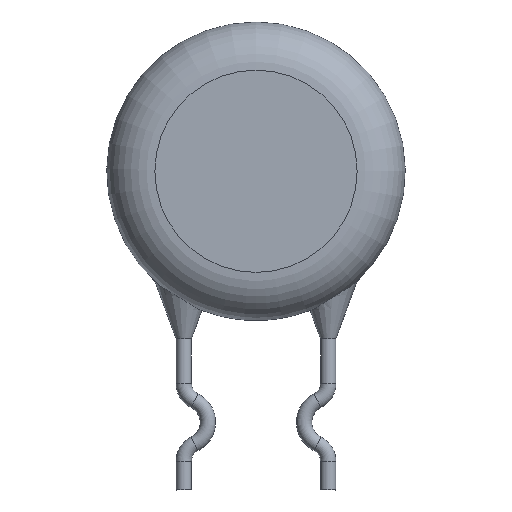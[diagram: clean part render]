
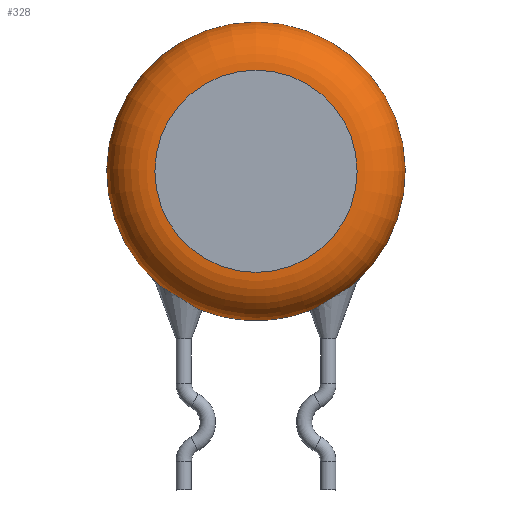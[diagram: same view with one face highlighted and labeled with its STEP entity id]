
A CAD part, front view. The second image highlights one B-rep face of the part: STEP entity #328.
In plain terms, the highlighted toroidal (fillet/blend) face has major radius 5.25 mm and minor radius 2.5 mm.
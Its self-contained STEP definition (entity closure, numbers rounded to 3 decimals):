
#21=TOROIDAL_SURFACE('',#373,5.25,2.5);
#39=FACE_OUTER_BOUND('',#59,.T.);
#59=EDGE_LOOP('',(#243,#244,#245,#246,#247,#248,#249,#250,#251));
#75=B_SPLINE_CURVE_WITH_KNOTS('',3,(#578,#579,#580,#581,#582,#583,#584,
#585,#586,#587,#588,#589,#590,#591,#592,#593,#594,#595,#596,#597,#598,#599),
 .UNSPECIFIED.,.F.,.F.,(4,2,2,2,2,2,2,2,2,2,4),(-0.303,-0.277,
-0.246,-0.197,-0.172,-0.159,
-0.149,-0.137,-0.117,-0.06,
0.),.UNSPECIFIED.);
#77=B_SPLINE_CURVE_WITH_KNOTS('',3,(#640,#641,#642,#643,#644,#645,#646,
#647,#648,#649,#650,#651,#652,#653,#654,#655,#656,#657),.UNSPECIFIED.,.F.,
 .F.,(4,2,2,2,2,2,2,2,4),(-0.302,-0.239,-0.191,
-0.167,-0.148,-0.128,-0.099,
-0.044,0.),.UNSPECIFIED.);
#105=CIRCLE('',#374,5.25);
#106=CIRCLE('',#375,2.5);
#107=CIRCLE('',#376,7.75);
#108=CIRCLE('',#377,7.75);
#109=CIRCLE('',#378,7.75);
#110=CIRCLE('',#379,5.25);
#132=VERTEX_POINT('',#561);
#133=VERTEX_POINT('',#577);
#141=VERTEX_POINT('',#632);
#142=VERTEX_POINT('',#633);
#143=VERTEX_POINT('',#635);
#144=VERTEX_POINT('',#637);
#145=VERTEX_POINT('',#639);
#165=EDGE_CURVE('',#133,#132,#75,.T.);
#179=EDGE_CURVE('',#141,#142,#105,.T.);
#180=EDGE_CURVE('',#142,#143,#106,.T.);
#181=EDGE_CURVE('',#143,#144,#107,.T.);
#182=EDGE_CURVE('',#144,#145,#77,.T.);
#183=EDGE_CURVE('',#145,#133,#108,.T.);
#184=EDGE_CURVE('',#132,#143,#109,.T.);
#185=EDGE_CURVE('',#142,#141,#110,.T.);
#243=ORIENTED_EDGE('',*,*,#179,.T.);
#244=ORIENTED_EDGE('',*,*,#180,.T.);
#245=ORIENTED_EDGE('',*,*,#181,.T.);
#246=ORIENTED_EDGE('',*,*,#182,.T.);
#247=ORIENTED_EDGE('',*,*,#183,.T.);
#248=ORIENTED_EDGE('',*,*,#165,.T.);
#249=ORIENTED_EDGE('',*,*,#184,.T.);
#250=ORIENTED_EDGE('',*,*,#180,.F.);
#251=ORIENTED_EDGE('',*,*,#185,.T.);
#328=ADVANCED_FACE('',(#39),#21,.T.);
#373=AXIS2_PLACEMENT_3D('',#631,#450,#451);
#374=AXIS2_PLACEMENT_3D('',#634,#452,#453);
#375=AXIS2_PLACEMENT_3D('',#636,#454,#455);
#376=AXIS2_PLACEMENT_3D('',#638,#456,#457);
#377=AXIS2_PLACEMENT_3D('',#658,#458,#459);
#378=AXIS2_PLACEMENT_3D('',#659,#460,#461);
#379=AXIS2_PLACEMENT_3D('',#660,#462,#463);
#450=DIRECTION('center_axis',(0.,-1.,0.));
#451=DIRECTION('ref_axis',(0.,0.,-1.));
#452=DIRECTION('center_axis',(0.,1.,0.));
#453=DIRECTION('ref_axis',(1.,0.,0.));
#454=DIRECTION('center_axis',(-1.,0.,0.));
#455=DIRECTION('ref_axis',(0.,0.,1.));
#456=DIRECTION('center_axis',(0.,-1.,0.));
#457=DIRECTION('ref_axis',(1.,0.,0.));
#458=DIRECTION('center_axis',(0.,-1.,0.));
#459=DIRECTION('ref_axis',(1.,0.,0.));
#460=DIRECTION('center_axis',(0.,-1.,0.));
#461=DIRECTION('ref_axis',(1.,0.,0.));
#462=DIRECTION('center_axis',(0.,1.,0.));
#463=DIRECTION('ref_axis',(1.,0.,0.));
#561=CARTESIAN_POINT('',(5.118,-0.5,7.212));
#577=CARTESIAN_POINT('',(2.932,-0.5,5.858));
#578=CARTESIAN_POINT('Ctrl Pts',(2.932,-0.5,5.858));
#579=CARTESIAN_POINT('Ctrl Pts',(2.971,-0.575,5.874));
#580=CARTESIAN_POINT('Ctrl Pts',(3.017,-0.644,5.897));
#581=CARTESIAN_POINT('Ctrl Pts',(3.13,-0.786,5.959));
#582=CARTESIAN_POINT('Ctrl Pts',(3.201,-0.854,6.));
#583=CARTESIAN_POINT('Ctrl Pts',(3.392,-1.002,6.117));
#584=CARTESIAN_POINT('Ctrl Pts',(3.521,-1.068,6.199));
#585=CARTESIAN_POINT('Ctrl Pts',(3.72,-1.132,6.326));
#586=CARTESIAN_POINT('Ctrl Pts',(3.788,-1.147,6.369));
#587=CARTESIAN_POINT('Ctrl Pts',(3.893,-1.162,6.434));
#588=CARTESIAN_POINT('Ctrl Pts',(3.93,-1.165,6.457));
#589=CARTESIAN_POINT('Ctrl Pts',(3.996,-1.169,6.499));
#590=CARTESIAN_POINT('Ctrl Pts',(4.026,-1.169,6.517));
#591=CARTESIAN_POINT('Ctrl Pts',(4.09,-1.167,6.556));
#592=CARTESIAN_POINT('Ctrl Pts',(4.124,-1.165,6.577));
#593=CARTESIAN_POINT('Ctrl Pts',(4.213,-1.154,6.631));
#594=CARTESIAN_POINT('Ctrl Pts',(4.268,-1.144,6.664));
#595=CARTESIAN_POINT('Ctrl Pts',(4.483,-1.089,6.793));
#596=CARTESIAN_POINT('Ctrl Pts',(4.635,-1.014,6.883));
#597=CARTESIAN_POINT('Ctrl Pts',(4.911,-0.799,7.055));
#598=CARTESIAN_POINT('Ctrl Pts',(5.029,-0.66,7.134));
#599=CARTESIAN_POINT('Ctrl Pts',(5.118,-0.5,7.212));
#631=CARTESIAN_POINT('Origin',(0.,-0.5,13.032));
#632=CARTESIAN_POINT('',(-5.25,-3.,13.032));
#633=CARTESIAN_POINT('',(0.,-3.,18.282));
#634=CARTESIAN_POINT('Origin',(0.,-3.,13.032));
#635=CARTESIAN_POINT('',(0.,-0.5,20.782));
#636=CARTESIAN_POINT('Origin',(0.,-0.5,18.282));
#637=CARTESIAN_POINT('',(-5.118,-0.5,7.212));
#638=CARTESIAN_POINT('Origin',(0.,-0.5,13.032));
#639=CARTESIAN_POINT('',(-2.932,-0.5,5.858));
#640=CARTESIAN_POINT('Ctrl Pts',(-5.118,-0.5,7.212));
#641=CARTESIAN_POINT('Ctrl Pts',(-5.024,-0.668,7.13));
#642=CARTESIAN_POINT('Ctrl Pts',(-4.899,-0.813,7.046));
#643=CARTESIAN_POINT('Ctrl Pts',(-4.633,-1.011,6.882));
#644=CARTESIAN_POINT('Ctrl Pts',(-4.506,-1.075,6.807));
#645=CARTESIAN_POINT('Ctrl Pts',(-4.304,-1.137,6.686));
#646=CARTESIAN_POINT('Ctrl Pts',(-4.235,-1.152,6.645));
#647=CARTESIAN_POINT('Ctrl Pts',(-4.111,-1.166,6.569));
#648=CARTESIAN_POINT('Ctrl Pts',(-4.057,-1.169,6.536));
#649=CARTESIAN_POINT('Ctrl Pts',(-3.946,-1.167,6.467));
#650=CARTESIAN_POINT('Ctrl Pts',(-3.889,-1.162,6.432));
#651=CARTESIAN_POINT('Ctrl Pts',(-3.752,-1.141,6.346));
#652=CARTESIAN_POINT('Ctrl Pts',(-3.672,-1.119,6.295));
#653=CARTESIAN_POINT('Ctrl Pts',(-3.447,-1.034,6.153));
#654=CARTESIAN_POINT('Ctrl Pts',(-3.307,-0.949,6.064));
#655=CARTESIAN_POINT('Ctrl Pts',(-3.086,-0.741,5.933));
#656=CARTESIAN_POINT('Ctrl Pts',(-2.999,-0.629,5.886));
#657=CARTESIAN_POINT('Ctrl Pts',(-2.932,-0.5,5.858));
#658=CARTESIAN_POINT('Origin',(0.,-0.5,13.032));
#659=CARTESIAN_POINT('Origin',(0.,-0.5,13.032));
#660=CARTESIAN_POINT('Origin',(0.,-3.,13.032));
